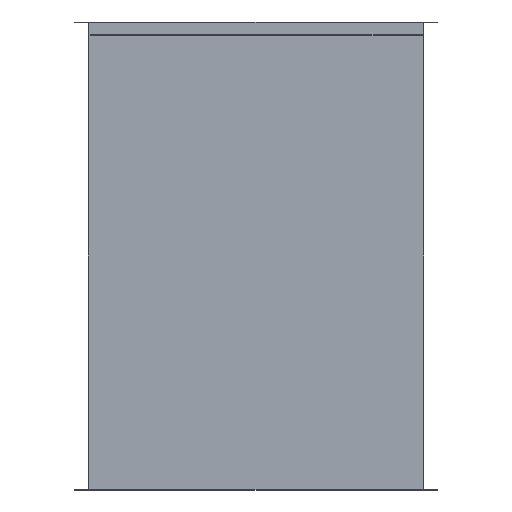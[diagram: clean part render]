
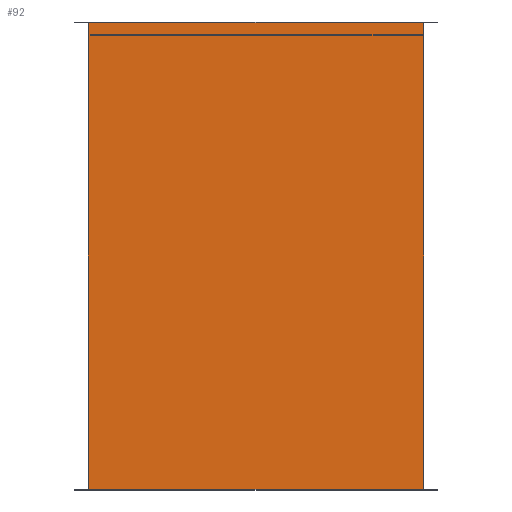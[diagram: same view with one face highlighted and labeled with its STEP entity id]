
A CAD part, left-side view. The second image highlights one B-rep face of the part: STEP entity #92.
In plain terms, the highlighted planar face has unit normal (-1, 0, 0).
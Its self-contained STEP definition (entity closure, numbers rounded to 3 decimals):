
#74 = ORIENTED_EDGE ( 'NONE', *, *, #590, .T. ) ;
#92 = ADVANCED_FACE ( 'NONE', ( #802 ), #801, .F. ) ;
#93 = EDGE_LOOP ( 'NONE', ( #94, #97, #100, #74 ) ) ;
#94 = ORIENTED_EDGE ( 'NONE', *, *, #95, .F. ) ;
#95 = EDGE_CURVE ( 'NONE', #96, #605, #799, .T. ) ;
#96 = VERTEX_POINT ( 'NONE', #792 ) ;
#97 = ORIENTED_EDGE ( 'NONE', *, *, #98, .F. ) ;
#98 = EDGE_CURVE ( 'NONE', #99, #96, #791, .T. ) ;
#99 = VERTEX_POINT ( 'NONE', #787 ) ;
#100 = ORIENTED_EDGE ( 'NONE', *, *, #101, .F. ) ;
#101 = EDGE_CURVE ( 'NONE', #589, #99, #786, .T. ) ;
#589 = VERTEX_POINT ( 'NONE', #1514 ) ;
#590 = EDGE_CURVE ( 'NONE', #589, #605, #1513, .T. ) ;
#605 = VERTEX_POINT ( 'NONE', #1548 ) ;
#783 = DIRECTION ( 'NONE',  ( 0., -1., 0. ) ) ;
#784 = VECTOR ( 'NONE', #783, 1000. ) ;
#785 = CARTESIAN_POINT ( 'NONE',  ( -501., -250., 349. ) ) ;
#786 = LINE ( 'NONE', #785, #784 ) ;
#787 = CARTESIAN_POINT ( 'NONE',  ( -501., -251., 349. ) ) ;
#788 = DIRECTION ( 'NONE',  ( 0., 0., -1. ) ) ;
#789 = VECTOR ( 'NONE', #788, 1000. ) ;
#790 = CARTESIAN_POINT ( 'NONE',  ( -501., -251., 350. ) ) ;
#791 = LINE ( 'NONE', #790, #789 ) ;
#792 = CARTESIAN_POINT ( 'NONE',  ( -501., -251., -349. ) ) ;
#793 = DIRECTION ( 'NONE',  ( 0., 1., 0. ) ) ;
#794 = VECTOR ( 'NONE', #793, 1000. ) ;
#795 = CARTESIAN_POINT ( 'NONE',  ( -501., -250., -349. ) ) ;
#796 = DIRECTION ( 'NONE',  ( 0., 0., -1. ) ) ;
#797 = DIRECTION ( 'NONE',  ( 1., 0., 0. ) ) ;
#798 = AXIS2_PLACEMENT_3D ( 'NONE', #800, #797, #796 ) ;
#799 = LINE ( 'NONE', #795, #794 ) ;
#800 = CARTESIAN_POINT ( 'NONE',  ( -501., -250., 350. ) ) ;
#801 = PLANE ( 'NONE',  #798 ) ;
#802 = FACE_OUTER_BOUND ( 'NONE', #93, .T. ) ;
#1510 = DIRECTION ( 'NONE',  ( 0., 0., -1. ) ) ;
#1511 = VECTOR ( 'NONE', #1510, 1000. ) ;
#1512 = CARTESIAN_POINT ( 'NONE',  ( -501., 251., 350. ) ) ;
#1513 = LINE ( 'NONE', #1512, #1511 ) ;
#1514 = CARTESIAN_POINT ( 'NONE',  ( -501., 251., 349. ) ) ;
#1548 = CARTESIAN_POINT ( 'NONE',  ( -501., 251., -349. ) ) ;
